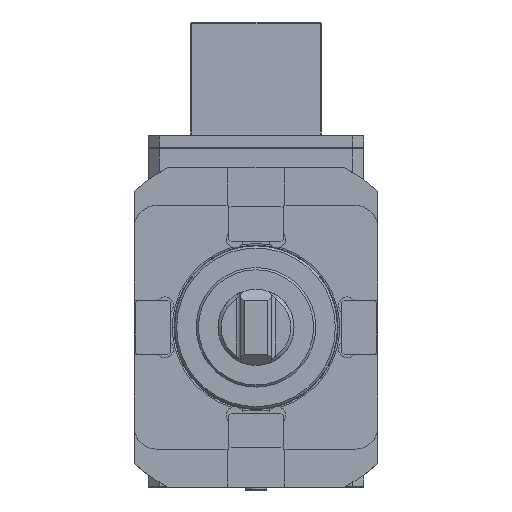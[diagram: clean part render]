
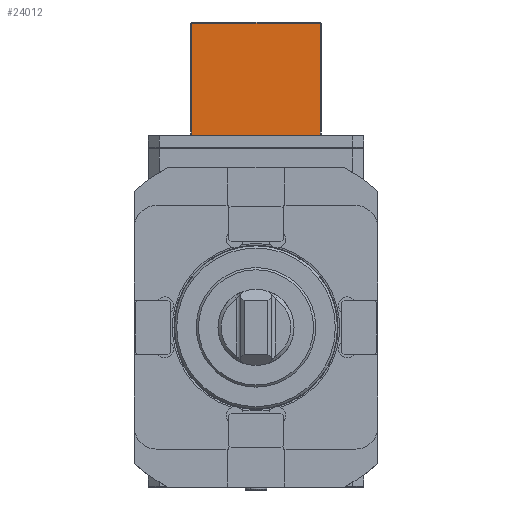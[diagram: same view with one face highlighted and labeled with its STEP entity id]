
A CAD part, front view. The second image highlights one B-rep face of the part: STEP entity #24012.
In plain terms, the highlighted planar face has unit normal (0, -1, 0).
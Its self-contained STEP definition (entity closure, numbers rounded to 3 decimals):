
#173 = VECTOR ( 'NONE', #31001, 1000. ) ;
#1606 = VECTOR ( 'NONE', #2955, 1000. ) ;
#2955 = DIRECTION ( 'NONE',  ( 1., 0., 0. ) ) ;
#2983 = EDGE_CURVE ( 'NONE', #13423, #6823, #33554, .T. ) ;
#3377 = CARTESIAN_POINT ( 'NONE',  ( 29.5, 32., 140. ) ) ;
#3834 = DIRECTION ( 'NONE',  ( -1., 0., 0. ) ) ;
#4350 = CARTESIAN_POINT ( 'NONE',  ( 30., 32., 140. ) ) ;
#5542 = CARTESIAN_POINT ( 'NONE',  ( -29.5, 32., 140. ) ) ;
#5681 = CARTESIAN_POINT ( 'NONE',  ( 30., 32., 88.5 ) ) ;
#6594 = VECTOR ( 'NONE', #3834, 1000. ) ;
#6823 = VERTEX_POINT ( 'NONE', #3377 ) ;
#10224 = CARTESIAN_POINT ( 'NONE',  ( 29.5, 32., 140.5 ) ) ;
#10442 = LINE ( 'NONE', #5681, #1606 ) ;
#12534 = EDGE_CURVE ( 'NONE', #6823, #26881, #17294, .T. ) ;
#12918 = LINE ( 'NONE', #20419, #15044 ) ;
#13423 = VERTEX_POINT ( 'NONE', #28077 ) ;
#15044 = VECTOR ( 'NONE', #20565, 1000. ) ;
#15711 = CARTESIAN_POINT ( 'NONE',  ( 30., 32., 140.5 ) ) ;
#16362 = PLANE ( 'NONE',  #29518 ) ;
#16813 = ORIENTED_EDGE ( 'NONE', *, *, #17681, .T. ) ;
#17294 = LINE ( 'NONE', #4350, #6594 ) ;
#17681 = EDGE_CURVE ( 'NONE', #28858, #13423, #10442, .T. ) ;
#20419 = CARTESIAN_POINT ( 'NONE',  ( -29.5, 32., 140.5 ) ) ;
#20565 = DIRECTION ( 'NONE',  ( 0., 0., -1. ) ) ;
#20995 = DIRECTION ( 'NONE',  ( 1., 0., 0. ) ) ;
#23536 = DIRECTION ( 'NONE',  ( 0., 1., 0. ) ) ;
#23891 = ORIENTED_EDGE ( 'NONE', *, *, #2983, .T. ) ;
#24012 = ADVANCED_FACE ( 'Defeature completata2_364', ( #31408 ), #16362, .F. ) ;
#26660 = EDGE_LOOP ( 'NONE', ( #32796, #16813, #23891, #31954 ) ) ;
#26881 = VERTEX_POINT ( 'NONE', #5542 ) ;
#28077 = CARTESIAN_POINT ( 'NONE',  ( 29.5, 32., 88.5 ) ) ;
#28858 = VERTEX_POINT ( 'NONE', #29581 ) ;
#29518 = AXIS2_PLACEMENT_3D ( 'NONE', #15711, #23536, #20995 ) ;
#29581 = CARTESIAN_POINT ( 'NONE',  ( -29.5, 32., 88.5 ) ) ;
#31001 = DIRECTION ( 'NONE',  ( 0., 0., 1. ) ) ;
#31408 = FACE_OUTER_BOUND ( 'NONE', #26660, .T. ) ;
#31954 = ORIENTED_EDGE ( 'NONE', *, *, #12534, .T. ) ;
#32796 = ORIENTED_EDGE ( 'NONE', *, *, #33716, .T. ) ;
#33554 = LINE ( 'NONE', #10224, #173 ) ;
#33716 = EDGE_CURVE ( 'NONE', #26881, #28858, #12918, .T. ) ;
